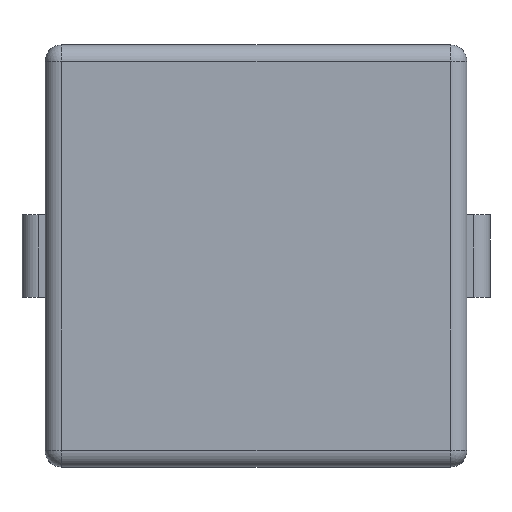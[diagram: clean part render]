
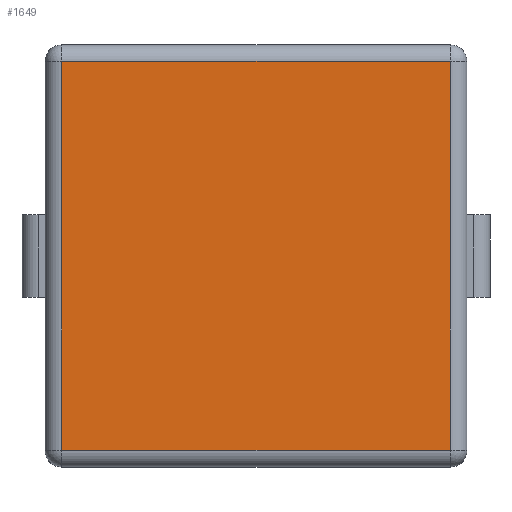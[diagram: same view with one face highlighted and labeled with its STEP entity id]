
A CAD part, top view. The second image highlights one B-rep face of the part: STEP entity #1649.
In plain terms, the highlighted planar face has unit normal (0, 0, 1).
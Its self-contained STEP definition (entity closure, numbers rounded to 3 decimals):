
#75=PLANE('',#1791);
#153=FACE_OUTER_BOUND('',#252,.T.);
#252=EDGE_LOOP('',(#1342,#1343,#1344,#1345));
#386=LINE('',#2600,#556);
#387=LINE('',#2605,#557);
#389=LINE('',#2613,#559);
#391=LINE('',#2622,#561);
#556=VECTOR('',#2086,11.8);
#557=VECTOR('',#2093,11.8);
#559=VECTOR('',#2101,11.8);
#561=VECTOR('',#2113,11.8);
#782=VERTEX_POINT('',#2593);
#785=VERTEX_POINT('',#2598);
#786=VERTEX_POINT('',#2603);
#789=VERTEX_POINT('',#2611);
#968=EDGE_CURVE('',#785,#782,#386,.T.);
#971=EDGE_CURVE('',#786,#785,#387,.T.);
#975=EDGE_CURVE('',#789,#786,#389,.T.);
#980=EDGE_CURVE('',#782,#789,#391,.T.);
#1342=ORIENTED_EDGE('',*,*,#968,.F.);
#1343=ORIENTED_EDGE('',*,*,#971,.F.);
#1344=ORIENTED_EDGE('',*,*,#975,.F.);
#1345=ORIENTED_EDGE('',*,*,#980,.F.);
#1649=ADVANCED_FACE('',(#153),#75,.T.);
#1791=AXIS2_PLACEMENT_3D('',#2637,#2138,#2139);
#2086=DIRECTION('',(-1.,0.,0.));
#2093=DIRECTION('',(0.,-1.,0.));
#2101=DIRECTION('',(1.,0.,0.));
#2113=DIRECTION('',(0.,1.,0.));
#2138=DIRECTION('center_axis',(0.,0.,1.));
#2139=DIRECTION('ref_axis',(1.,0.,0.));
#2593=CARTESIAN_POINT('',(-5.9,-5.9,6.2));
#2598=CARTESIAN_POINT('',(5.9,-5.9,6.2));
#2600=CARTESIAN_POINT('',(-2.95,-5.9,6.2));
#2603=CARTESIAN_POINT('',(5.9,5.9,6.2));
#2605=CARTESIAN_POINT('',(5.9,-2.95,6.2));
#2611=CARTESIAN_POINT('',(-5.9,5.9,6.2));
#2613=CARTESIAN_POINT('',(2.95,5.9,6.2));
#2622=CARTESIAN_POINT('',(-5.9,2.95,6.2));
#2637=CARTESIAN_POINT('Origin',(0.,0.,
6.2));
